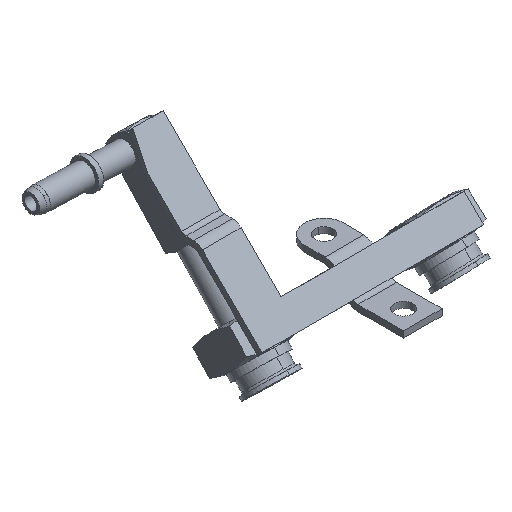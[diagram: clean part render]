
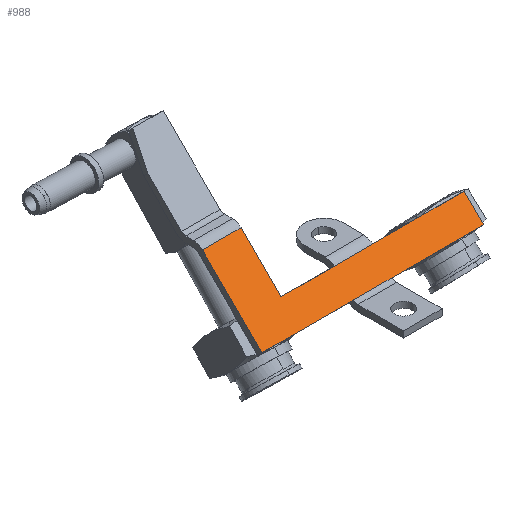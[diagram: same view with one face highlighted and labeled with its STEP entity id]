
A CAD part, isometric view. The second image highlights one B-rep face of the part: STEP entity #988.
In plain terms, the highlighted free-form (B-spline) face has degree [1, 1] with [2, 2] control points.
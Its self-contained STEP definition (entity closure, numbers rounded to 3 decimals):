
#264 = VERTEX_POINT('',#265);
#265 = CARTESIAN_POINT('',(-53.895,14.942,3.895
    ));
#270 = EDGE_CURVE('',#264,#271,#273,.T.);
#271 = VERTEX_POINT('',#272);
#272 = CARTESIAN_POINT('',(-53.895,43.82,
    32.773));
#273 = B_SPLINE_CURVE_WITH_KNOTS('',1,(#274,#275),.UNSPECIFIED.,.F.,.F.,
  (2,2),(0.,30.5),.PIECEWISE_BEZIER_KNOTS.);
#274 = CARTESIAN_POINT('',(-53.895,14.942,3.895
    ));
#275 = CARTESIAN_POINT('',(-53.895,43.82,
    32.773));
#345 = VERTEX_POINT('',#346);
#346 = CARTESIAN_POINT('',(9.373,14.942,3.895)
  );
#359 = VERTEX_POINT('',#360);
#360 = CARTESIAN_POINT('',(53.895,14.942,3.895
    ));
#365 = EDGE_CURVE('',#345,#359,#366,.T.);
#366 = B_SPLINE_CURVE_WITH_KNOTS('',1,(#367,#368),.UNSPECIFIED.,.F.,.F.,
  (2,2),(0.,33.25),.PIECEWISE_BEZIER_KNOTS.);
#367 = CARTESIAN_POINT('',(9.373,14.942,3.895)
  );
#368 = CARTESIAN_POINT('',(53.895,14.942,3.895
    ));
#379 = VERTEX_POINT('',#380);
#380 = CARTESIAN_POINT('',(-9.373,14.942,3.895
    ));
#387 = EDGE_CURVE('',#264,#379,#388,.T.);
#388 = B_SPLINE_CURVE_WITH_KNOTS('',1,(#389,#390),.UNSPECIFIED.,.F.,.F.,
  (2,2),(0.,33.25),.PIECEWISE_BEZIER_KNOTS.);
#389 = CARTESIAN_POINT('',(-53.895,14.942,3.895
    ));
#390 = CARTESIAN_POINT('',(-9.373,14.942,3.895
    ));
#407 = VERTEX_POINT('',#408);
#408 = CARTESIAN_POINT('',(9.373,24.406,
    13.36));
#415 = EDGE_CURVE('',#416,#407,#418,.T.);
#416 = VERTEX_POINT('',#417);
#417 = CARTESIAN_POINT('',(53.895,24.406,
    13.36));
#418 = B_SPLINE_CURVE_WITH_KNOTS('',1,(#419,#420),.UNSPECIFIED.,.F.,.F.,
  (2,2),(-0.,33.25),.PIECEWISE_BEZIER_KNOTS.);
#419 = CARTESIAN_POINT('',(53.895,24.406,
    13.36));
#420 = CARTESIAN_POINT('',(9.373,24.406,
    13.36));
#503 = VERTEX_POINT('',#504);
#504 = CARTESIAN_POINT('',(-35.149,43.82,
    32.773));
#510 = EDGE_CURVE('',#511,#503,#513,.T.);
#511 = VERTEX_POINT('',#512);
#512 = CARTESIAN_POINT('',(-35.149,24.406,
    13.36));
#513 = B_SPLINE_CURVE_WITH_KNOTS('',1,(#514,#515),.UNSPECIFIED.,.F.,.F.,
  (2,2),(0.,20.504),.PIECEWISE_BEZIER_KNOTS.);
#514 = CARTESIAN_POINT('',(-35.149,24.406,
    13.36));
#515 = CARTESIAN_POINT('',(-35.149,43.82,
    32.773));
#651 = EDGE_CURVE('',#503,#271,#652,.T.);
#652 = B_SPLINE_CURVE_WITH_KNOTS('',1,(#653,#654),.UNSPECIFIED.,.F.,.F.,
  (2,2),(0.,14.),.PIECEWISE_BEZIER_KNOTS.);
#653 = CARTESIAN_POINT('',(-35.149,43.82,
    32.773));
#654 = CARTESIAN_POINT('',(-53.895,43.82,
    32.773));
#673 = EDGE_CURVE('',#359,#416,#674,.T.);
#674 = B_SPLINE_CURVE_WITH_KNOTS('',1,(#675,#676),.UNSPECIFIED.,.F.,.F.,
  (2,2),(0.,9.996),.PIECEWISE_BEZIER_KNOTS.);
#675 = CARTESIAN_POINT('',(53.895,14.942,3.895
    ));
#676 = CARTESIAN_POINT('',(53.895,24.406,
    13.36));
#690 = VERTEX_POINT('',#691);
#691 = CARTESIAN_POINT('',(-9.373,24.406,
    13.36));
#702 = EDGE_CURVE('',#690,#511,#703,.T.);
#703 = B_SPLINE_CURVE_WITH_KNOTS('',1,(#704,#705),.UNSPECIFIED.,.F.,.F.,
  (2,2),(-0.,19.25),.PIECEWISE_BEZIER_KNOTS.);
#704 = CARTESIAN_POINT('',(-9.373,24.406,
    13.36));
#705 = CARTESIAN_POINT('',(-35.149,24.406,
    13.36));
#925 = EDGE_CURVE('',#407,#690,#926,.T.);
#926 = B_SPLINE_CURVE_WITH_KNOTS('',1,(#927,#928),.UNSPECIFIED.,.F.,.F.,
  (2,2),(0.,14.),.PIECEWISE_BEZIER_KNOTS.);
#927 = CARTESIAN_POINT('',(9.373,24.406,
    13.36));
#928 = CARTESIAN_POINT('',(-9.373,24.406,
    13.36));
#955 = EDGE_CURVE('',#345,#379,#956,.T.);
#956 = B_SPLINE_CURVE_WITH_KNOTS('',1,(#957,#958),.UNSPECIFIED.,.F.,.F.,
  (2,2),(0.,14.),.PIECEWISE_BEZIER_KNOTS.);
#957 = CARTESIAN_POINT('',(9.373,14.942,3.895)
  );
#958 = CARTESIAN_POINT('',(-9.373,14.942,3.895
    ));
#988 = ADVANCED_FACE('',(#989),#1001,.T.);
#989 = FACE_BOUND('',#990,.T.);
#990 = EDGE_LOOP('',(#991,#992,#993,#994,#995,#996,#997,#998,#999,#1000)
  );
#991 = ORIENTED_EDGE('',*,*,#955,.F.);
#992 = ORIENTED_EDGE('',*,*,#365,.T.);
#993 = ORIENTED_EDGE('',*,*,#673,.T.);
#994 = ORIENTED_EDGE('',*,*,#415,.T.);
#995 = ORIENTED_EDGE('',*,*,#925,.T.);
#996 = ORIENTED_EDGE('',*,*,#702,.T.);
#997 = ORIENTED_EDGE('',*,*,#510,.T.);
#998 = ORIENTED_EDGE('',*,*,#651,.T.);
#999 = ORIENTED_EDGE('',*,*,#270,.F.);
#1000 = ORIENTED_EDGE('',*,*,#387,.T.);
#1001 = B_SPLINE_SURFACE_WITH_KNOTS('',1,1,(
    (#1002,#1003)
    ,(#1004,#1005
  )),.UNSPECIFIED.,.F.,.F.,.F.,(2,2),(2,2),(-47.25,33.25),(
    0.,30.5),.PIECEWISE_BEZIER_KNOTS.);
#1002 = CARTESIAN_POINT('',(-53.895,14.942,
    3.895));
#1003 = CARTESIAN_POINT('',(-53.895,43.82,
    32.773));
#1004 = CARTESIAN_POINT('',(53.895,14.942,
    3.895));
#1005 = CARTESIAN_POINT('',(53.895,43.82,
    32.773));
